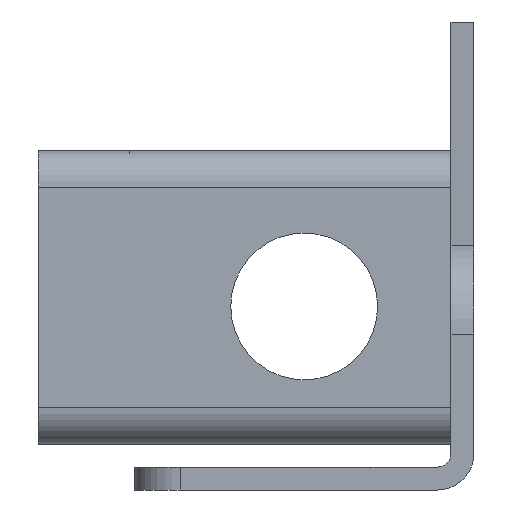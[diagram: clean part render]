
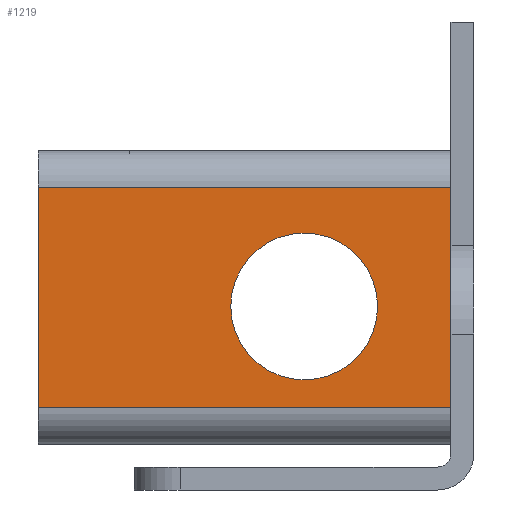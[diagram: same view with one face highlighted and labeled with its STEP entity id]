
A CAD part, left-side view. The second image highlights one B-rep face of the part: STEP entity #1219.
In plain terms, the highlighted planar face has unit normal (-1, 0, 0).
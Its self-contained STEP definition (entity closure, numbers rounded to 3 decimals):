
#44=DIRECTION('',(0.,0.,1.));
#45=VECTOR('',#44,24.);
#46=CARTESIAN_POINT('',(94.8,0.,9.));
#47=LINE('',#46,#45);
#216=DIRECTION('',(0.,0.,1.));
#217=VECTOR('',#216,24.);
#218=CARTESIAN_POINT('',(94.8,45.,9.));
#219=LINE('',#218,#217);
#294=DIRECTION('',(0.,1.,0.));
#295=VECTOR('',#294,45.);
#296=CARTESIAN_POINT('',(94.8,0.,9.));
#297=LINE('',#296,#295);
#298=CARTESIAN_POINT('',(94.8,16.,20.));
#299=DIRECTION('',(-1.,0.,0.));
#300=DIRECTION('',(0.,0.,1.));
#301=AXIS2_PLACEMENT_3D('',#298,#299,#300);
#303=CARTESIAN_POINT('',(94.8,16.,20.));
#304=DIRECTION('',(-1.,0.,0.));
#305=DIRECTION('',(0.,0.,-1.));
#306=AXIS2_PLACEMENT_3D('',#303,#304,#305);
#308=DIRECTION('',(0.,1.,0.));
#309=VECTOR('',#308,45.);
#310=CARTESIAN_POINT('',(94.8,0.,33.));
#311=LINE('',#310,#309);
#754=CARTESIAN_POINT('',(94.8,45.,9.));
#756=VERTEX_POINT('',#754);
#757=CARTESIAN_POINT('',(94.8,45.,33.));
#758=VERTEX_POINT('',#757);
#797=CARTESIAN_POINT('',(94.8,0.,9.));
#798=VERTEX_POINT('',#797);
#799=CARTESIAN_POINT('',(94.8,0.,33.));
#800=VERTEX_POINT('',#799);
#861=CARTESIAN_POINT('',(94.8,16.,28.));
#862=CARTESIAN_POINT('',(94.8,16.,12.));
#863=VERTEX_POINT('',#861);
#864=VERTEX_POINT('',#862);
#1201=CARTESIAN_POINT('',(94.8,0.,9.));
#1202=DIRECTION('',(-1.,0.,0.));
#1203=DIRECTION('',(0.,0.,1.));
#1204=AXIS2_PLACEMENT_3D('',#1201,#1202,#1203);
#1205=PLANE('',#1204);
#1206=ORIENTED_EDGE('',*,*,#1030,.F.);
#1207=ORIENTED_EDGE('',*,*,#1196,.T.);
#1208=ORIENTED_EDGE('',*,*,#1117,.T.);
#1210=ORIENTED_EDGE('',*,*,#1209,.F.);
#1211=EDGE_LOOP('',(#1206,#1207,#1208,#1210));
#1212=FACE_OUTER_BOUND('',#1211,.F.);
#1214=ORIENTED_EDGE('',*,*,#1213,.T.);
#1216=ORIENTED_EDGE('',*,*,#1215,.T.);
#1217=EDGE_LOOP('',(#1214,#1216));
#1218=FACE_BOUND('',#1217,.F.);
#1219=ADVANCED_FACE('',(#1212,#1218),#1205,.T.);
#302=CIRCLE('',#301,8.);
#307=CIRCLE('',#306,8.);
#1030=EDGE_CURVE('',#798,#800,#47,.T.);
#1117=EDGE_CURVE('',#756,#758,#219,.T.);
#1196=EDGE_CURVE('',#798,#756,#297,.T.);
#1209=EDGE_CURVE('',#800,#758,#311,.T.);
#1213=EDGE_CURVE('',#863,#864,#302,.T.);
#1215=EDGE_CURVE('',#864,#863,#307,.T.);
